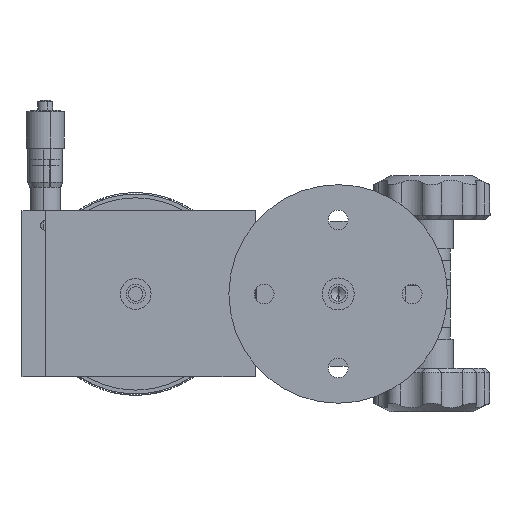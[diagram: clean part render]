
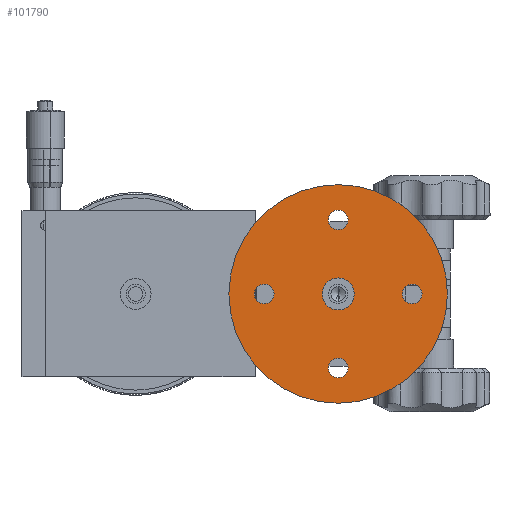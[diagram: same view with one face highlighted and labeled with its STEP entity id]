
A CAD part, front view. The second image highlights one B-rep face of the part: STEP entity #101790.
In plain terms, the highlighted planar face has unit normal (0, -1, 0).
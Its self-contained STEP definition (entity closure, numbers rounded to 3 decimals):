
#940 = CARTESIAN_POINT ( 'NONE',  ( 0., -176.805, 28.778 ) ) ;
#1485 = CARTESIAN_POINT ( 'NONE',  ( 0., -176.805, 0. ) ) ;
#2238 = DIRECTION ( 'NONE',  ( 0., -1., 0. ) ) ;
#2498 = EDGE_LOOP ( 'NONE', ( #95815, #28353 ) ) ;
#2889 = VERTEX_POINT ( 'NONE', #126899 ) ;
#4752 = DIRECTION ( 'NONE',  ( 0., 1., 0. ) ) ;
#5436 = AXIS2_PLACEMENT_3D ( 'NONE', #54117, #113967, #53666 ) ;
#5621 = DIRECTION ( 'NONE',  ( 0., 0., -1. ) ) ;
#5714 = CIRCLE ( 'NONE', #23243, 3.378 ) ;
#6062 = DIRECTION ( 'NONE',  ( 0., 0., -1. ) ) ;
#6156 = AXIS2_PLACEMENT_3D ( 'NONE', #67758, #17816, #68204 ) ;
#6362 = AXIS2_PLACEMENT_3D ( 'NONE', #90861, #31031, #40381 ) ;
#6937 = VERTEX_POINT ( 'NONE', #63160 ) ;
#8537 = FACE_BOUND ( 'NONE', #37213, .T. ) ;
#8564 = DIRECTION ( 'NONE',  ( 0., 1., 0. ) ) ;
#8859 = EDGE_CURVE ( 'NONE', #122372, #118654, #86857, .T. ) ;
#9041 = CIRCLE ( 'NONE', #81112, 5.5 ) ;
#9515 = VERTEX_POINT ( 'NONE', #82082 ) ;
#9948 = EDGE_CURVE ( 'NONE', #59874, #32292, #9041, .T. ) ;
#10591 = EDGE_CURVE ( 'NONE', #118654, #122372, #83880, .T. ) ;
#10660 = AXIS2_PLACEMENT_3D ( 'NONE', #116181, #26235, #66928 ) ;
#11726 = ORIENTED_EDGE ( 'NONE', *, *, #19544, .T. ) ;
#11819 = CARTESIAN_POINT ( 'NONE',  ( 0., -176.805, 37.5 ) ) ;
#13933 = EDGE_LOOP ( 'NONE', ( #122180, #47543 ) ) ;
#14941 = CIRCLE ( 'NONE', #45554, 3.378 ) ;
#16568 = CIRCLE ( 'NONE', #10660, 37.5 ) ;
#16892 = ORIENTED_EDGE ( 'NONE', *, *, #70778, .T. ) ;
#17816 = DIRECTION ( 'NONE',  ( 0., -1., 0. ) ) ;
#19544 = EDGE_CURVE ( 'NONE', #71417, #6937, #74834, .T. ) ;
#19674 = VERTEX_POINT ( 'NONE', #43943 ) ;
#19752 = CIRCLE ( 'NONE', #39531, 3.378 ) ;
#20083 = CIRCLE ( 'NONE', #51289, 3.378 ) ;
#23243 = AXIS2_PLACEMENT_3D ( 'NONE', #57781, #78590, #27268 ) ;
#25009 = CARTESIAN_POINT ( 'NONE',  ( -25.4, -176.805, 0. ) ) ;
#26116 = VERTEX_POINT ( 'NONE', #940 ) ;
#26235 = DIRECTION ( 'NONE',  ( 0., -1., 0. ) ) ;
#26587 = CIRCLE ( 'NONE', #71017, 3.378 ) ;
#27268 = DIRECTION ( 'NONE',  ( 0., 0., -1. ) ) ;
#28353 = ORIENTED_EDGE ( 'NONE', *, *, #45270, .T. ) ;
#28880 = DIRECTION ( 'NONE',  ( 0., 0., -1. ) ) ;
#31031 = DIRECTION ( 'NONE',  ( 0., -1., 0. ) ) ;
#31586 = DIRECTION ( 'NONE',  ( 0., 1., 0. ) ) ;
#32292 = VERTEX_POINT ( 'NONE', #74639 ) ;
#32352 = DIRECTION ( 'NONE',  ( 0., 1., 0. ) ) ;
#36046 = EDGE_CURVE ( 'NONE', #19674, #26116, #14941, .T. ) ;
#36988 = ORIENTED_EDGE ( 'NONE', *, *, #50739, .F. ) ;
#37051 = CARTESIAN_POINT ( 'NONE',  ( 0., -176.805, 25.4 ) ) ;
#37213 = EDGE_LOOP ( 'NONE', ( #36988, #50486 ) ) ;
#38605 = FACE_OUTER_BOUND ( 'NONE', #40677, .T. ) ;
#39531 = AXIS2_PLACEMENT_3D ( 'NONE', #58528, #8564, #28880 ) ;
#40381 = DIRECTION ( 'NONE',  ( 0., 0., 1. ) ) ;
#40677 = EDGE_LOOP ( 'NONE', ( #119736, #124002 ) ) ;
#41743 = DIRECTION ( 'NONE',  ( 0., 0., -1. ) ) ;
#43943 = CARTESIAN_POINT ( 'NONE',  ( 0., -176.805, 22.022 ) ) ;
#44583 = CARTESIAN_POINT ( 'NONE',  ( 25.4, -176.805, 0. ) ) ;
#45270 = EDGE_CURVE ( 'NONE', #26116, #19674, #5714, .T. ) ;
#45554 = AXIS2_PLACEMENT_3D ( 'NONE', #37051, #98141, #5621 ) ;
#47543 = ORIENTED_EDGE ( 'NONE', *, *, #8859, .T. ) ;
#50486 = ORIENTED_EDGE ( 'NONE', *, *, #9948, .F. ) ;
#50739 = EDGE_CURVE ( 'NONE', #32292, #59874, #109343, .T. ) ;
#51289 = AXIS2_PLACEMENT_3D ( 'NONE', #25009, #65703, #65283 ) ;
#52350 = PLANE ( 'NONE',  #75262 ) ;
#52930 = CARTESIAN_POINT ( 'NONE',  ( 0., -176.805, -5.5 ) ) ;
#53174 = EDGE_CURVE ( 'NONE', #2889, #91662, #115422, .T. ) ;
#53666 = DIRECTION ( 'NONE',  ( 0., 0., -1. ) ) ;
#54117 = CARTESIAN_POINT ( 'NONE',  ( 0., -176.805, -25.4 ) ) ;
#54557 = EDGE_CURVE ( 'NONE', #9515, #86362, #20083, .T. ) ;
#57781 = CARTESIAN_POINT ( 'NONE',  ( 0., -176.805, 25.4 ) ) ;
#58528 = CARTESIAN_POINT ( 'NONE',  ( -25.4, -176.805, 0. ) ) ;
#59874 = VERTEX_POINT ( 'NONE', #52930 ) ;
#62263 = FACE_BOUND ( 'NONE', #13933, .T. ) ;
#63160 = CARTESIAN_POINT ( 'NONE',  ( 0., -176.805, -28.778 ) ) ;
#65283 = DIRECTION ( 'NONE',  ( 0., 0., -1. ) ) ;
#65304 = CARTESIAN_POINT ( 'NONE',  ( -25.4, -176.805, -3.378 ) ) ;
#65414 = EDGE_CURVE ( 'NONE', #91662, #2889, #16568, .T. ) ;
#65635 = EDGE_CURVE ( 'NONE', #86362, #9515, #19752, .T. ) ;
#65703 = DIRECTION ( 'NONE',  ( 0., 1., 0. ) ) ;
#66928 = DIRECTION ( 'NONE',  ( 0., 0., 1. ) ) ;
#67758 = CARTESIAN_POINT ( 'NONE',  ( 0., -176.805, 0. ) ) ;
#68204 = DIRECTION ( 'NONE',  ( 0., 0., 1. ) ) ;
#69009 = EDGE_LOOP ( 'NONE', ( #16892, #11726 ) ) ;
#69087 = CARTESIAN_POINT ( 'NONE',  ( 25.4, -176.805, 0. ) ) ;
#69461 = AXIS2_PLACEMENT_3D ( 'NONE', #69087, #87800, #120120 ) ;
#70778 = EDGE_CURVE ( 'NONE', #6937, #71417, #26587, .T. ) ;
#71017 = AXIS2_PLACEMENT_3D ( 'NONE', #102738, #32352, #113403 ) ;
#71417 = VERTEX_POINT ( 'NONE', #71512 ) ;
#71512 = CARTESIAN_POINT ( 'NONE',  ( 0., -176.805, -22.022 ) ) ;
#74639 = CARTESIAN_POINT ( 'NONE',  ( 0., -176.805, 5.5 ) ) ;
#74834 = CIRCLE ( 'NONE', #5436, 3.378 ) ;
#75262 = AXIS2_PLACEMENT_3D ( 'NONE', #1485, #31586, #41743 ) ;
#78590 = DIRECTION ( 'NONE',  ( 0., 1., 0. ) ) ;
#80724 = CARTESIAN_POINT ( 'NONE',  ( 25.4, -176.805, -3.378 ) ) ;
#81112 = AXIS2_PLACEMENT_3D ( 'NONE', #82800, #2238, #103601 ) ;
#82082 = CARTESIAN_POINT ( 'NONE',  ( -25.4, -176.805, 3.378 ) ) ;
#82800 = CARTESIAN_POINT ( 'NONE',  ( 0., -176.805, 0. ) ) ;
#83880 = CIRCLE ( 'NONE', #107480, 3.378 ) ;
#86362 = VERTEX_POINT ( 'NONE', #65304 ) ;
#86857 = CIRCLE ( 'NONE', #69461, 3.378 ) ;
#87756 = FACE_BOUND ( 'NONE', #69009, .T. ) ;
#87800 = DIRECTION ( 'NONE',  ( 0., 1., 0. ) ) ;
#89283 = FACE_BOUND ( 'NONE', #2498, .T. ) ;
#90861 = CARTESIAN_POINT ( 'NONE',  ( 0., -176.805, 0. ) ) ;
#91662 = VERTEX_POINT ( 'NONE', #11819 ) ;
#93107 = EDGE_LOOP ( 'NONE', ( #109806, #125893 ) ) ;
#95815 = ORIENTED_EDGE ( 'NONE', *, *, #36046, .T. ) ;
#98141 = DIRECTION ( 'NONE',  ( 0., 1., 0. ) ) ;
#101790 = ADVANCED_FACE ( 'NONE', ( #8537, #62263, #87756, #113062, #89283, #38605 ), #52350, .F. ) ;
#102738 = CARTESIAN_POINT ( 'NONE',  ( 0., -176.805, -25.4 ) ) ;
#103601 = DIRECTION ( 'NONE',  ( 0., 0., 1. ) ) ;
#107480 = AXIS2_PLACEMENT_3D ( 'NONE', #44583, #4752, #6062 ) ;
#109343 = CIRCLE ( 'NONE', #6156, 5.5 ) ;
#109806 = ORIENTED_EDGE ( 'NONE', *, *, #65635, .T. ) ;
#113062 = FACE_BOUND ( 'NONE', #93107, .T. ) ;
#113403 = DIRECTION ( 'NONE',  ( 0., 0., -1. ) ) ;
#113967 = DIRECTION ( 'NONE',  ( 0., 1., 0. ) ) ;
#115422 = CIRCLE ( 'NONE', #6362, 37.5 ) ;
#116181 = CARTESIAN_POINT ( 'NONE',  ( 0., -176.805, 0. ) ) ;
#118654 = VERTEX_POINT ( 'NONE', #80724 ) ;
#119736 = ORIENTED_EDGE ( 'NONE', *, *, #65414, .T. ) ;
#120120 = DIRECTION ( 'NONE',  ( 0., 0., -1. ) ) ;
#121997 = CARTESIAN_POINT ( 'NONE',  ( 25.4, -176.805, 3.378 ) ) ;
#122180 = ORIENTED_EDGE ( 'NONE', *, *, #10591, .T. ) ;
#122372 = VERTEX_POINT ( 'NONE', #121997 ) ;
#124002 = ORIENTED_EDGE ( 'NONE', *, *, #53174, .T. ) ;
#125893 = ORIENTED_EDGE ( 'NONE', *, *, #54557, .T. ) ;
#126899 = CARTESIAN_POINT ( 'NONE',  ( 0., -176.805, -37.5 ) ) ;
